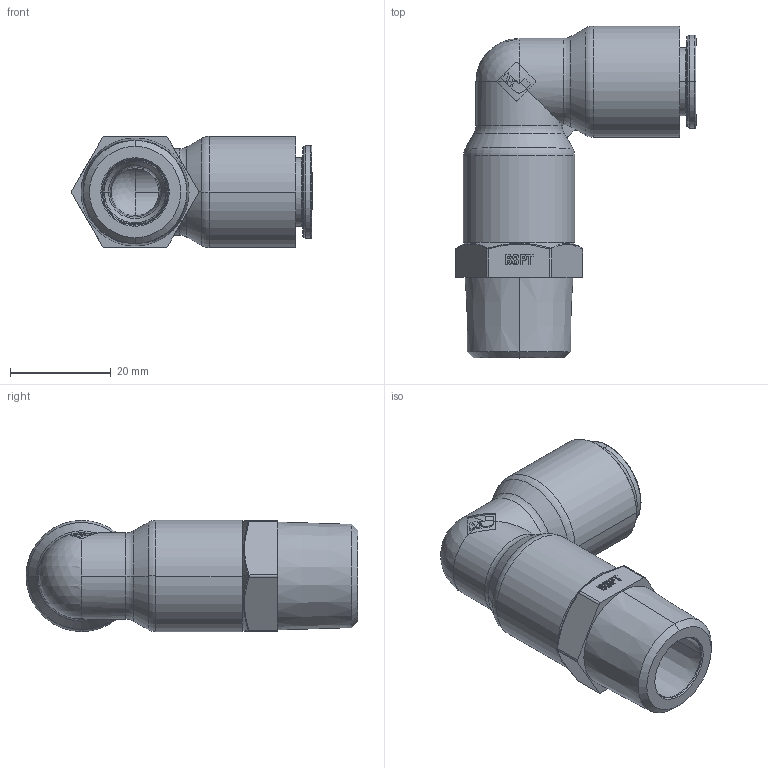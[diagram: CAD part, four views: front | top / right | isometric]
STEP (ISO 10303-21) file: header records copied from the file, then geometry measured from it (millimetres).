
FILE_DESCRIPTION(('STEP AP214'),'1');
FILE_NAME('6879_12_21.stp','2016-07-07T14:48:54',('TraceParts'),('TraceParts S.A.'),'Spatial InterOp 3D',' ',' ');
FILE_SCHEMA(('automotive_design'));
Length unit declared in the file: millimetre
Products named in the file (12): 6879 12 21|44112-19_ASM_2146#44112-19_ASM|44112-21_ASM_2144#44112-21_ASM|44112-32_2141#44112-32;Solide1; 6879 12 21|44112-19_ASM_2146#44112-19_ASM|44112-21_ASM_2144#44112-21_ASM|44112-30_2142#44112-30;Solide1; 6879 12 21|44112-19_ASM_2146#44112-19_ASM|44112-21_ASM_2144#44112-21_ASM|44112_2143#44112;Solide1; 6879 12 21|44112-19_ASM_2146#44112-19_ASM|44112-40_2145#44112-40;Solide1; 6879 12 21|44112-19_ASM_2148#44112-19_ASM|44112-21_ASM_2144#44112-21_ASM|44112-32_2141#44112-32;Solide1; 6879 12 21|44112-19_ASM_2148#44112-19_ASM|44112-21_ASM_2144#44112-21_ASM|44112-30_2142#44112-30;Solide1; 6879 12 21|44112-19_ASM_2148#44112-19_ASM|44112-21_ASM_2144#44112-21_ASM|44112_2143#44112;Solide1; 6879 12 21|44112-19_ASM_2148#44112-19_ASM|44112-40_2145#44112-40;Solide1; 6879 12 21|44522-78_2139#44522-78;Solide1; 6879 12 21|44112-11-10-ASM_2140#44112-11-10-ASM;Solide1; 6879 12 21|44112-11-10-ASM_2147#44112-11-10-ASM;Solide1; 6879 12 21|44522-24_RAINURE_2149#44522-24_RAINURE;Solide1
Bounding box: 47.87 x 65.95 x 22.1 mm (x, y, z)
Volume: 19929 mm3; surface area: 18872.9 mm2
Topology: 12 solids, 12 shells, 1452 faces, 3749 edges, 2366 vertices
Faces by surface type: plane 544, cylinder 251, bspline 248, torus 200, cone 196, sphere 13
Entity records: 69051 total; most frequent: CARTESIAN_POINT 21892, ORIENTED_EDGE 7490, DIRECTION 7352, EDGE_CURVE 3745, AXIS2_PLACEMENT_3D 2708, VERTEX_POINT 2366, LINE 1936, VECTOR 1936
